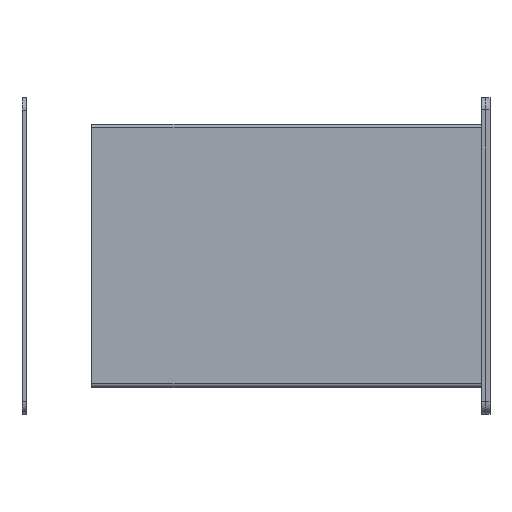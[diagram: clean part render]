
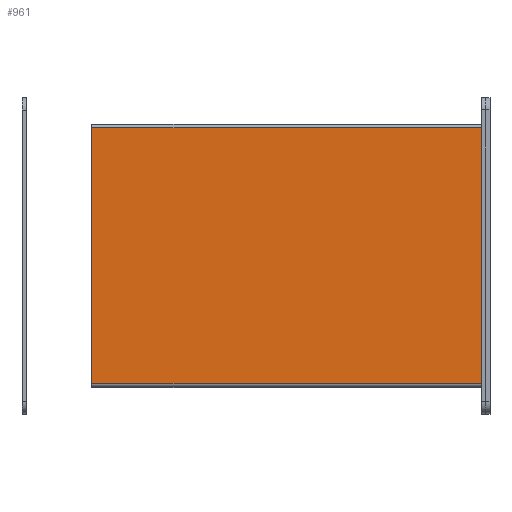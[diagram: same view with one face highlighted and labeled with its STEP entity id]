
A CAD part, top view. The second image highlights one B-rep face of the part: STEP entity #961.
In plain terms, the highlighted planar face has unit normal (0, 0, 1).
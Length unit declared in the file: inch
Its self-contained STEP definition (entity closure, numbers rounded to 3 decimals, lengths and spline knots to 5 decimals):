
#10 = EDGE_CURVE ( 'NONE', #1510, #2103, #237, .T. ) ;
#51 = EDGE_LOOP ( 'NONE', ( #337, #450, #979, #115 ) ) ;
#115 = ORIENTED_EDGE ( 'NONE', *, *, #2623, .T. ) ;
#126 = DIRECTION ( 'NONE',  ( 0., 1., 0. ) ) ;
#237 = LINE ( 'NONE', #2935, #1031 ) ;
#272 = LINE ( 'NONE', #1460, #2414 ) ;
#337 = ORIENTED_EDGE ( 'NONE', *, *, #10, .F. ) ;
#408 = FACE_OUTER_BOUND ( 'NONE', #51, .T. ) ;
#412 = VECTOR ( 'NONE', #126, 39.37008 ) ;
#450 = ORIENTED_EDGE ( 'NONE', *, *, #1872, .F. ) ;
#494 = CARTESIAN_POINT ( 'NONE',  ( -5.9375, -3.892, 4. ) ) ;
#713 = CARTESIAN_POINT ( 'NONE',  ( -5.9375, -4., 4. ) ) ;
#752 = DIRECTION ( 'NONE',  ( 0., 0., -1. ) ) ;
#840 = CARTESIAN_POINT ( 'NONE',  ( 5.9375, 3.892, 4. ) ) ;
#961 = ADVANCED_FACE ( 'NONE', ( #408 ), #3305, .F. ) ;
#979 = ORIENTED_EDGE ( 'NONE', *, *, #3618, .F. ) ;
#1031 = VECTOR ( 'NONE', #2350, 39.37008 ) ;
#1094 = DIRECTION ( 'NONE',  ( -1., 0., 0. ) ) ;
#1338 = DIRECTION ( 'NONE',  ( 0., 1., 0. ) ) ;
#1364 = LINE ( 'NONE', #2546, #2368 ) ;
#1460 = CARTESIAN_POINT ( 'NONE',  ( 5.9375, 3.927, 4. ) ) ;
#1510 = VERTEX_POINT ( 'NONE', #3778 ) ;
#1609 = CARTESIAN_POINT ( 'NONE',  ( -5.9375, 4., 4. ) ) ;
#1872 = EDGE_CURVE ( 'NONE', #3250, #1510, #1899, .T. ) ;
#1899 = LINE ( 'NONE', #1609, #412 ) ;
#2103 = VERTEX_POINT ( 'NONE', #840 ) ;
#2212 = VERTEX_POINT ( 'NONE', #3635 ) ;
#2350 = DIRECTION ( 'NONE',  ( 1., 0., 0. ) ) ;
#2368 = VECTOR ( 'NONE', #1094, 39.37008 ) ;
#2414 = VECTOR ( 'NONE', #3822, 39.37008 ) ;
#2546 = CARTESIAN_POINT ( 'NONE',  ( -5.9375, -3.892, 4. ) ) ;
#2623 = EDGE_CURVE ( 'NONE', #2212, #2103, #272, .T. ) ;
#2935 = CARTESIAN_POINT ( 'NONE',  ( -5.9375, 3.892, 4. ) ) ;
#3250 = VERTEX_POINT ( 'NONE', #494 ) ;
#3305 = PLANE ( 'NONE',  #3436 ) ;
#3436 = AXIS2_PLACEMENT_3D ( 'NONE', #713, #752, #1338 ) ;
#3618 = EDGE_CURVE ( 'NONE', #2212, #3250, #1364, .T. ) ;
#3635 = CARTESIAN_POINT ( 'NONE',  ( 5.9375, -3.892, 4. ) ) ;
#3778 = CARTESIAN_POINT ( 'NONE',  ( -5.9375, 3.892, 4. ) ) ;
#3822 = DIRECTION ( 'NONE',  ( 0., 1., 0. ) ) ;
